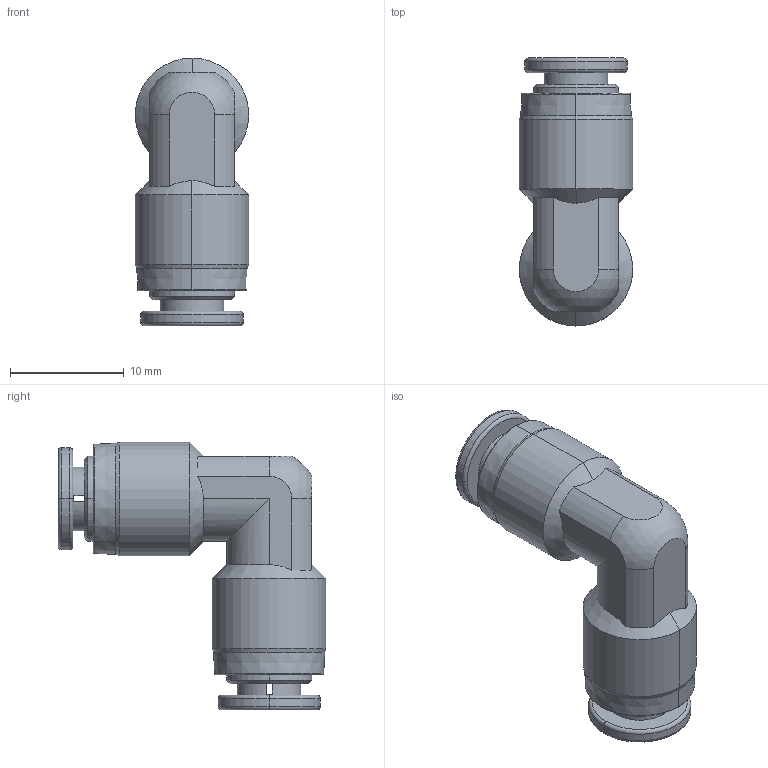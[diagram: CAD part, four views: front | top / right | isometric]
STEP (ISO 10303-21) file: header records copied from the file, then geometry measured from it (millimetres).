
FILE_DESCRIPTION (( 'STEP AP214' ), '1' );
FILE_NAME ('UL532-SS.step', '2018-03-13T19:29:44', ( '' ), ( '' ), 'SwSTEP 2.0', 'SolidWorks 2017', '' );
FILE_SCHEMA (( 'AUTOMOTIVE_DESIGN' ));
Length unit declared in the file: inch
Products named in the file (1): UL532-SS
Bounding box: 10 x 23.6 x 23.6 mm (x, y, z)
Volume: 1801.9 mm3; surface area: 1836.8 mm2
Topology: 1 solids, 1 shells, 104 faces, 257 edges, 162 vertices
Faces by surface type: cylinder 31, plane 30, torus 21, cone 20, sphere 2
Entity records: 3317 total; most frequent: CARTESIAN_POINT 713, DIRECTION 591, ORIENTED_EDGE 510, EDGE_CURVE 255, AXIS2_PLACEMENT_3D 251, VERTEX_POINT 161, CIRCLE 146, EDGE_LOOP 122
